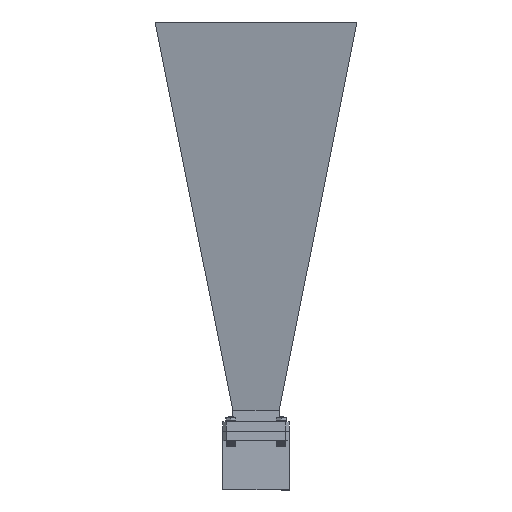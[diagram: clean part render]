
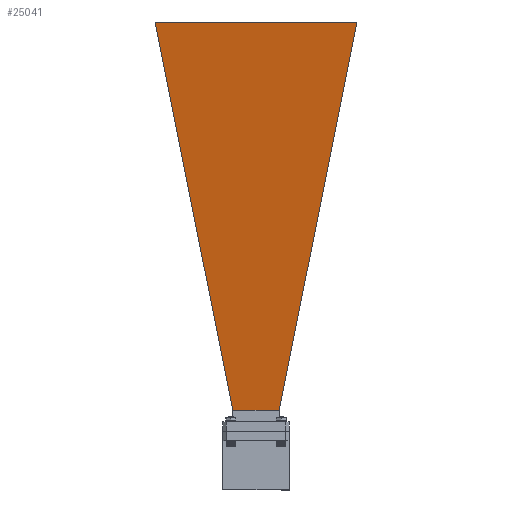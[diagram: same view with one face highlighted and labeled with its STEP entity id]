
A CAD part, front view. The second image highlights one B-rep face of the part: STEP entity #25041.
In plain terms, the highlighted face is planar.
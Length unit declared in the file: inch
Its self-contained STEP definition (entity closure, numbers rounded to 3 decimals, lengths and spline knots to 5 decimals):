
#606 = CARTESIAN_POINT ( 'NONE',  ( -1.93018, 0., 11.86327 ) ) ;
#1683 = ORIENTED_EDGE ( 'NONE', *, *, #27734, .F. ) ;
#3815 = CARTESIAN_POINT ( 'NONE',  ( -1.93018, -2.5744, 11.86327 ) ) ;
#5485 = LINE ( 'NONE', #15633, #24779 ) ;
#6164 = EDGE_CURVE ( 'NONE', #32274, #11203, #20500, .T. ) ;
#7872 = DIRECTION ( 'NONE',  ( -0.156, 0.194, 0.968 ) ) ;
#8377 = CARTESIAN_POINT ( 'NONE',  ( -1.93018, -2.5744, 11.86327 ) ) ;
#8688 = LINE ( 'NONE', #8377, #24551 ) ;
#11046 = AXIS2_PLACEMENT_3D ( 'NONE', #32199, #25166, #13043 ) ;
#11165 = DIRECTION ( 'NONE',  ( 0.156, 0.194, -0.968 ) ) ;
#11203 = VERTEX_POINT ( 'NONE', #31006 ) ;
#11544 = EDGE_CURVE ( 'NONE', #15654, #19679, #8688, .T. ) ;
#11926 = PLANE ( 'NONE',  #11046 ) ;
#13043 = DIRECTION ( 'NONE',  ( -0.159, 0., 0.987 ) ) ;
#13235 = LINE ( 'NONE', #606, #30267 ) ;
#15467 = DIRECTION ( 'NONE',  ( 0., -1., 0. ) ) ;
#15633 = CARTESIAN_POINT ( 'NONE',  ( -0.33366, 0., 1.9622 ) ) ;
#15654 = VERTEX_POINT ( 'NONE', #3815 ) ;
#19215 = ORIENTED_EDGE ( 'NONE', *, *, #6164, .F. ) ;
#19481 = VECTOR ( 'NONE', #7872, 39.37008 ) ;
#19679 = VERTEX_POINT ( 'NONE', #29330 ) ;
#20094 = EDGE_CURVE ( 'NONE', #32274, #19679, #5485, .T. ) ;
#20500 = LINE ( 'NONE', #28611, #19481 ) ;
#22565 = EDGE_LOOP ( 'NONE', ( #31922, #1683, #19215, #24572 ) ) ;
#22989 = FACE_OUTER_BOUND ( 'NONE', #22565, .T. ) ;
#24014 = DIRECTION ( 'NONE',  ( 0., -1., 0. ) ) ;
#24551 = VECTOR ( 'NONE', #11165, 39.37008 ) ;
#24572 = ORIENTED_EDGE ( 'NONE', *, *, #20094, .T. ) ;
#24779 = VECTOR ( 'NONE', #15467, 39.37008 ) ;
#25041 = ADVANCED_FACE ( 'NONE', ( #22989 ), #11926, .T. ) ;
#25166 = DIRECTION ( 'NONE',  ( -0.987, 0., -0.159 ) ) ;
#27734 = EDGE_CURVE ( 'NONE', #11203, #15654, #13235, .T. ) ;
#28611 = CARTESIAN_POINT ( 'NONE',  ( -0.33366, 0.58908, 1.9622 ) ) ;
#28906 = CARTESIAN_POINT ( 'NONE',  ( -0.33366, 0.58908, 1.9622 ) ) ;
#29330 = CARTESIAN_POINT ( 'NONE',  ( -0.33366, -0.58908, 1.9622 ) ) ;
#30267 = VECTOR ( 'NONE', #24014, 39.37008 ) ;
#31006 = CARTESIAN_POINT ( 'NONE',  ( -1.93018, 2.5744, 11.86327 ) ) ;
#31922 = ORIENTED_EDGE ( 'NONE', *, *, #11544, .F. ) ;
#32199 = CARTESIAN_POINT ( 'NONE',  ( -1.13041, 0., 6.90335 ) ) ;
#32274 = VERTEX_POINT ( 'NONE', #28906 ) ;
